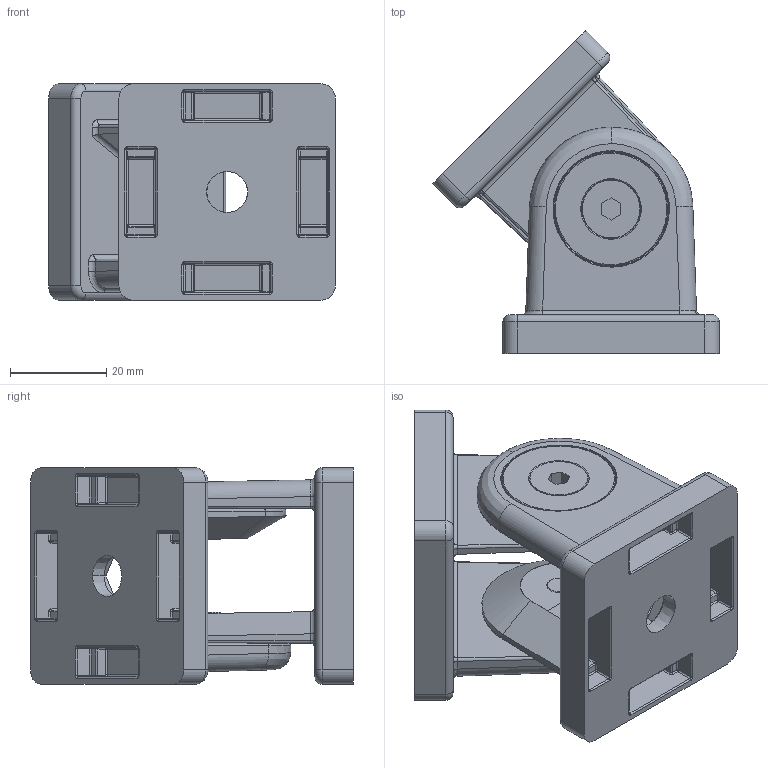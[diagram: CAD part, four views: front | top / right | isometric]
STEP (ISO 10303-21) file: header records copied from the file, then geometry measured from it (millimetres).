
FILE_DESCRIPTION (( 'STEP AP214' ), '1' );
FILE_NAME ('093g45an.STEP', '2012-02-01T12:25:19', ( 'de01pc046' ), ( 'Fath GmbH' ), 'SwSTEP 2.0', 'SolidWorks 2011', '' );
FILE_SCHEMA (( 'AUTOMOTIVE_DESIGN' ));
Length unit declared in the file: millimetre
Products named in the file (6): 093gr12_093 g r13; 4din7991m0612ms01_4 din 7991 m0612m s01; 093gr12_093 g r12; 093gr06_093gr06; 093g40r11_093 g 45 r11; 093g45an
Assembly tree (11 placements, depth 2):
  093g45an
    093gr12_093 g r13  x2
    093gr12_093 g r12  x2
    093g40r11_093 g 45 r11  x2
    093gr06_093gr06  x3
    4din7991m0612ms01_4 din 7991 m0612m s01  x2
Bounding box: 59.62 x 67.12 x 45 mm (x, y, z)
Volume: 51911.4 mm3; surface area: 30821.1 mm2
Topology: 11 solids, 11 shells, 1294 faces, 2958 edges, 1588 vertices
Faces by surface type: cylinder 466, plane 266, torus 202, bspline 152, sphere 128, cone 80
Entity records: 18982 total; most frequent: CARTESIAN_POINT 5375, DIRECTION 2940, ORIENTED_EDGE 2758, EDGE_CURVE 1379, AXIS2_PLACEMENT_3D 1223, VERTEX_POINT 772, EDGE_LOOP 657, CIRCLE 654
